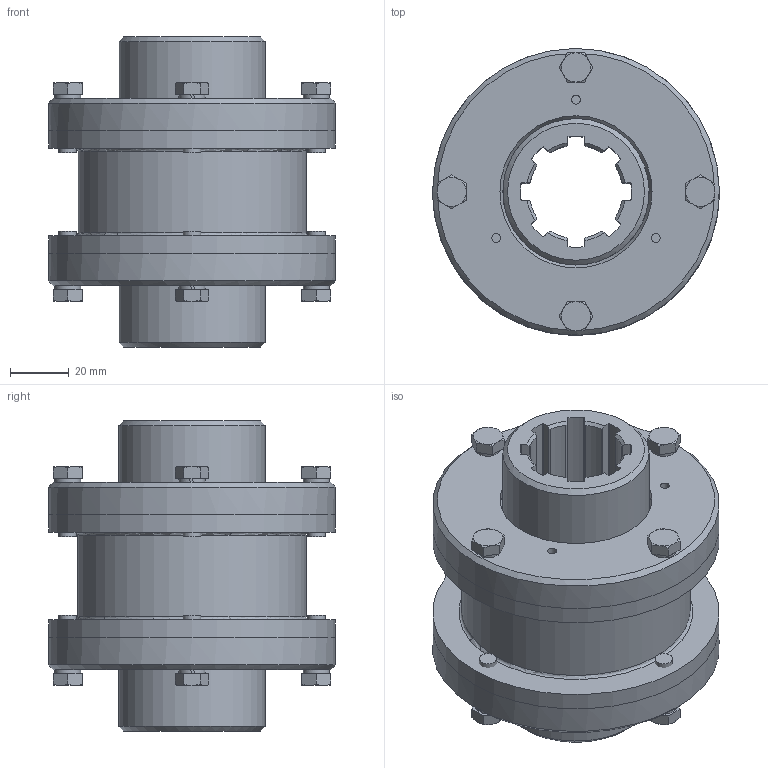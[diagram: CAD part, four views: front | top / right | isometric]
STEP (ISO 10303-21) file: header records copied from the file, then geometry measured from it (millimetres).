
FILE_DESCRIPTION(('STEP AP214'), '1');
FILE_NAME('Çóá÷àòàÿ ìóôòà', '', ('UNSPECIFIED'), ('UNSPECIFIED'), 'C3D Converter', 'C3D Toolkit', '');
FILE_SCHEMA(('AUTOMOTIVE_DESIGN { 1 0 10303 214 3 1 1}'));
Length unit declared in the file: millimetre
Products named in the file (25): Зубчатая муфта; Обойма; Полумуфта; Крышка; Кольцо 1А54 ГОСТ13943_Circlip DIN 472 - 55 x 2; Манжета 1,2-50х70-1 ГОСТ 8752-79; Болт M6-6gx20 7798-70; Шайба 6.65Г
Assembly tree (24 placements, depth 2):
  Зубчатая муфта
    Обойма
    Полумуфта
    Полумуфта
    Крышка
    Крышка
    Кольцо 1А54 ГОСТ13943_Circlip DIN 472 - 55 x 2
    Манжета 1,2-50х70-1 ГОСТ 8752-79
    Манжета 1,2-50х70-1 ГОСТ 8752-79
    Болт M6-6gx20 7798-70
    Болт M6-6gx20 7798-70
    Болт M6-6gx20 7798-70
    Болт M6-6gx20 7798-70
    Болт M6-6gx20 7798-70
    Болт M6-6gx20 7798-70
    Болт M6-6gx20 7798-70
    Болт M6-6gx20 7798-70
    Шайба 6.65Г
    Шайба 6.65Г
    Шайба 6.65Г
    Шайба 6.65Г
    Шайба 6.65Г
    Шайба 6.65Г
    Шайба 6.65Г
    Шайба 6.65Г
Bounding box: 98 x 98 x 106 mm (x, y, z)
Volume: 346312.3 mm3; surface area: 149234.4 mm2
Topology: 24 solids, 24 shells, 811 faces, 2157 edges, 1408 vertices
Faces by surface type: cylinder 391, plane 240, cone 128, sphere 40, torus 12
Full cylindrical faces by diameter (mm): 2.5 x2, 3 x6, 5 x8, 6 x8, 7 x8, 50 x2, 52 x2, 55.714 x2, 57.714 x2, 66.444 x2, 70 x4, 74 x4, 78 x1, 98 x4
Entity records: 42149 total; most frequent: CARTESIAN_POINT 14120, DIRECTION 4394, ORIENTED_EDGE 4124, EDGE_CURVE 2062, AXIS2_PLACEMENT_3D 1890, VERTEX_POINT 1406, CIRCLE 1054, EDGE_LOOP 986
